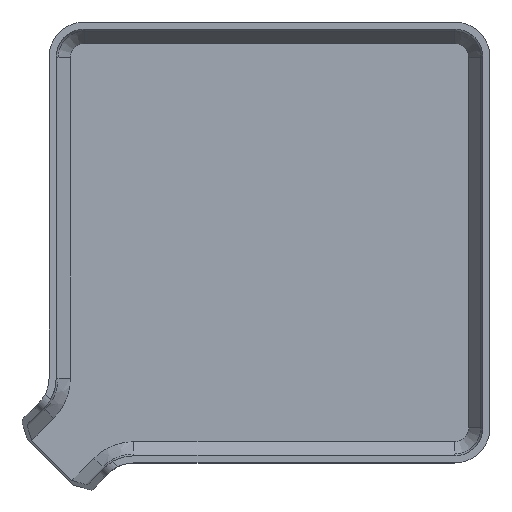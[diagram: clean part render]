
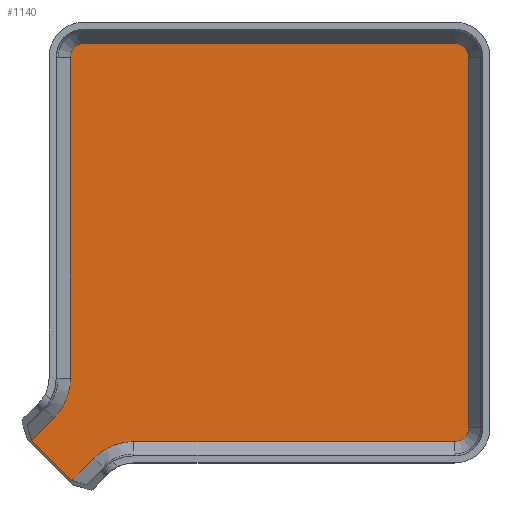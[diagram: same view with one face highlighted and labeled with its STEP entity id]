
A CAD part, top view. The second image highlights one B-rep face of the part: STEP entity #1140.
In plain terms, the highlighted planar face has unit normal (0, 0, 1).
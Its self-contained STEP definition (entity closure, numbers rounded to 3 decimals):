
#49=PLANE('',#1265);
#98=FACE_OUTER_BOUND('',#170,.T.);
#170=EDGE_LOOP('',(#892,#893,#894,#895,#896,#897,#898,#899,#900,#901,#902,
#903));
#246=CIRCLE('',#1260,12.833);
#247=CIRCLE('',#1263,12.833);
#248=CIRCLE('',#1266,3.167);
#249=CIRCLE('',#1267,3.167);
#250=CIRCLE('',#1268,3.167);
#314=LINE('',#1890,#412);
#317=LINE('',#1898,#415);
#322=LINE('',#1909,#420);
#323=LINE('',#1912,#421);
#324=LINE('',#1913,#422);
#325=LINE('',#1917,#423);
#326=LINE('',#1921,#424);
#412=VECTOR('',#1501,10.);
#415=VECTOR('',#1510,10.);
#420=VECTOR('',#1521,10.);
#421=VECTOR('',#1524,10.);
#422=VECTOR('',#1525,10.);
#423=VECTOR('',#1528,10.);
#424=VECTOR('',#1531,10.);
#529=VERTEX_POINT('',#1887);
#530=VERTEX_POINT('',#1889);
#531=VERTEX_POINT('',#1893);
#532=VERTEX_POINT('',#1897);
#533=VERTEX_POINT('',#1901);
#534=VERTEX_POINT('',#1903);
#535=VERTEX_POINT('',#1907);
#536=VERTEX_POINT('',#1911);
#537=VERTEX_POINT('',#1914);
#538=VERTEX_POINT('',#1916);
#539=VERTEX_POINT('',#1918);
#540=VERTEX_POINT('',#1920);
#655=EDGE_CURVE('',#530,#529,#314,.F.);
#657=EDGE_CURVE('',#531,#530,#246,.F.);
#659=EDGE_CURVE('',#532,#531,#317,.F.);
#662=EDGE_CURVE('',#534,#533,#247,.F.);
#665=EDGE_CURVE('',#533,#535,#322,.F.);
#666=EDGE_CURVE('',#536,#529,#323,.T.);
#667=EDGE_CURVE('',#536,#534,#324,.T.);
#668=EDGE_CURVE('',#535,#537,#248,.T.);
#669=EDGE_CURVE('',#537,#538,#325,.T.);
#670=EDGE_CURVE('',#538,#539,#249,.T.);
#671=EDGE_CURVE('',#539,#540,#326,.T.);
#672=EDGE_CURVE('',#540,#532,#250,.T.);
#892=ORIENTED_EDGE('',*,*,#659,.T.);
#893=ORIENTED_EDGE('',*,*,#657,.T.);
#894=ORIENTED_EDGE('',*,*,#655,.T.);
#895=ORIENTED_EDGE('',*,*,#666,.F.);
#896=ORIENTED_EDGE('',*,*,#667,.T.);
#897=ORIENTED_EDGE('',*,*,#662,.T.);
#898=ORIENTED_EDGE('',*,*,#665,.T.);
#899=ORIENTED_EDGE('',*,*,#668,.T.);
#900=ORIENTED_EDGE('',*,*,#669,.T.);
#901=ORIENTED_EDGE('',*,*,#670,.T.);
#902=ORIENTED_EDGE('',*,*,#671,.T.);
#903=ORIENTED_EDGE('',*,*,#672,.T.);
#1140=ADVANCED_FACE('',(#98),#49,.T.);
#1260=AXIS2_PLACEMENT_3D('',#1894,#1505,#1506);
#1263=AXIS2_PLACEMENT_3D('',#1904,#1515,#1516);
#1265=AXIS2_PLACEMENT_3D('',#1910,#1522,#1523);
#1266=AXIS2_PLACEMENT_3D('',#1915,#1526,#1527);
#1267=AXIS2_PLACEMENT_3D('',#1919,#1529,#1530);
#1268=AXIS2_PLACEMENT_3D('',#1922,#1532,#1533);
#1501=DIRECTION('',(0.707,0.707,0.));
#1505=DIRECTION('center_axis',(0.,0.,1.));
#1506=DIRECTION('ref_axis',(1.,0.,0.));
#1510=DIRECTION('',(0.,1.,0.));
#1515=DIRECTION('center_axis',(0.,0.,1.));
#1516=DIRECTION('ref_axis',(-0.707,0.707,0.));
#1521=DIRECTION('',(-1.,0.,0.));
#1522=DIRECTION('center_axis',(0.,0.,1.));
#1523=DIRECTION('ref_axis',(1.,0.,0.));
#1524=DIRECTION('',(-0.707,0.707,0.));
#1525=DIRECTION('',(0.707,0.707,0.));
#1526=DIRECTION('center_axis',(0.,0.,1.));
#1527=DIRECTION('ref_axis',(0.707,-0.707,0.));
#1528=DIRECTION('',(0.,1.,0.));
#1529=DIRECTION('center_axis',(0.,0.,1.));
#1530=DIRECTION('ref_axis',(0.707,0.707,0.));
#1531=DIRECTION('',(-1.,0.,0.));
#1532=DIRECTION('center_axis',(0.,0.,1.));
#1533=DIRECTION('ref_axis',(-0.707,0.707,0.));
#1887=CARTESIAN_POINT('',(-53.905,-44.82,1.6));
#1889=CARTESIAN_POINT('',(-48.926,-39.841,1.6));
#1890=CARTESIAN_POINT('',(-15.925,-6.84,1.6));
#1893=CARTESIAN_POINT('',(-45.167,-30.767,1.6));
#1894=CARTESIAN_POINT('Origin',(-58.,-30.767,1.6));
#1897=CARTESIAN_POINT('',(-45.167,42.,1.6));
#1898=CARTESIAN_POINT('',(-45.167,12.5,1.6));
#1901=CARTESIAN_POINT('',(-30.767,-45.167,1.6));
#1903=CARTESIAN_POINT('',(-39.841,-48.926,1.6));
#1904=CARTESIAN_POINT('Origin',(-30.767,-58.,1.6));
#1907=CARTESIAN_POINT('',(42.,-45.167,1.6));
#1909=CARTESIAN_POINT('',(-12.5,-45.167,1.6));
#1910=CARTESIAN_POINT('Origin',(0.,0.,1.6));
#1911=CARTESIAN_POINT('',(-44.82,-53.905,1.6));
#1912=CARTESIAN_POINT('',(-52.069,-46.655,1.6));
#1913=CARTESIAN_POINT('',(-6.84,-15.925,1.6));
#1914=CARTESIAN_POINT('',(45.167,-42.,1.6));
#1915=CARTESIAN_POINT('Origin',(42.,-42.,1.6));
#1916=CARTESIAN_POINT('',(45.167,42.,1.6));
#1917=CARTESIAN_POINT('',(45.167,-12.5,1.6));
#1918=CARTESIAN_POINT('',(42.,45.167,1.6));
#1919=CARTESIAN_POINT('Origin',(42.,42.,1.6));
#1920=CARTESIAN_POINT('',(-42.,45.167,1.6));
#1921=CARTESIAN_POINT('',(12.5,45.167,1.6));
#1922=CARTESIAN_POINT('Origin',(-42.,42.,1.6));
